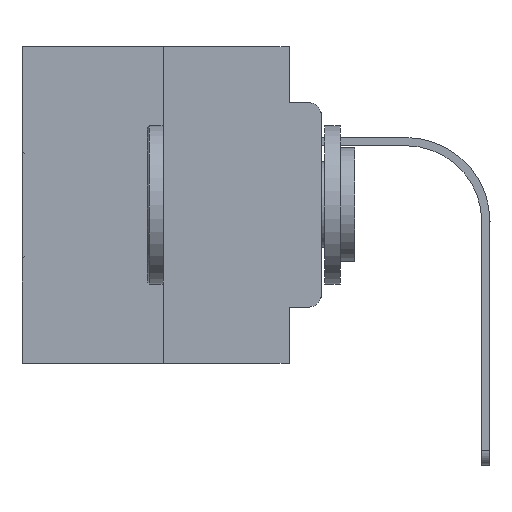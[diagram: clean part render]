
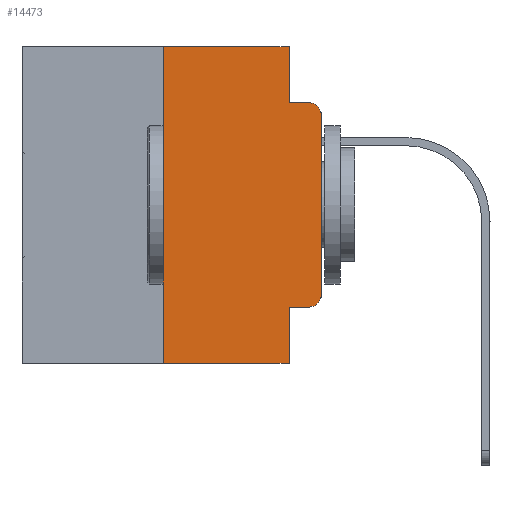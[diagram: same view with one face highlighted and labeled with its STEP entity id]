
A CAD part, left-side view. The second image highlights one B-rep face of the part: STEP entity #14473.
In plain terms, the highlighted planar face has unit normal (-1, 0, 0).
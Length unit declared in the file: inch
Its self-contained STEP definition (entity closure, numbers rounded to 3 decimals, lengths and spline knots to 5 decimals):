
#31 = LINE ( 'NONE', #22790, #29776 ) ;
#47 = DIRECTION ( 'NONE',  ( 1., 0., 0. ) ) ;
#129 = DIRECTION ( 'NONE',  ( 0., 0., -1. ) ) ;
#601 = VERTEX_POINT ( 'NONE', #12513 ) ;
#738 = EDGE_CURVE ( 'NONE', #3206, #13038, #29246, .T. ) ;
#1062 = CARTESIAN_POINT ( 'NONE',  ( 0., 0.051, -0.0885 ) ) ;
#1370 = EDGE_CURVE ( 'NONE', #15094, #2772, #2921, .T. ) ;
#2128 = DIRECTION ( 'NONE',  ( 0., 0., -1. ) ) ;
#2528 = ORIENTED_EDGE ( 'NONE', *, *, #7013, .T. ) ;
#2772 = VERTEX_POINT ( 'NONE', #24192 ) ;
#2921 = LINE ( 'NONE', #28138, #6393 ) ;
#3206 = VERTEX_POINT ( 'NONE', #1062 ) ;
#3245 = VECTOR ( 'NONE', #17964, 39.37008 ) ;
#3427 = EDGE_CURVE ( 'NONE', #601, #13038, #6564, .T. ) ;
#3844 = VERTEX_POINT ( 'NONE', #4634 ) ;
#4634 = CARTESIAN_POINT ( 'NONE',  ( 0., 0.051, 0. ) ) ;
#4667 = EDGE_CURVE ( 'NONE', #3844, #3206, #31, .T. ) ;
#4943 = CARTESIAN_POINT ( 'NONE',  ( 0., 0., 0. ) ) ;
#4988 = ORIENTED_EDGE ( 'NONE', *, *, #25561, .T. ) ;
#5453 = VECTOR ( 'NONE', #15734, 39.37008 ) ;
#5454 = DIRECTION ( 'NONE',  ( 0., -1., 0. ) ) ;
#5926 = ORIENTED_EDGE ( 'NONE', *, *, #738, .F. ) ;
#6393 = VECTOR ( 'NONE', #28742, 39.37008 ) ;
#6564 = CIRCLE ( 'NONE', #26376, 0.02 ) ;
#6757 = LINE ( 'NONE', #4943, #13887 ) ;
#6987 = CARTESIAN_POINT ( 'NONE',  ( 0., 0.473, -0.5 ) ) ;
#7013 = EDGE_CURVE ( 'NONE', #28405, #20391, #24818, .T. ) ;
#7152 = DIRECTION ( 'NONE',  ( 0., 0., -1. ) ) ;
#8138 = VECTOR ( 'NONE', #20148, 39.37008 ) ;
#8403 = DIRECTION ( 'NONE',  ( 0., 0., -1. ) ) ;
#8591 = CARTESIAN_POINT ( 'NONE',  ( 0., 0.25, 0. ) ) ;
#8865 = DIRECTION ( 'NONE',  ( 0., 0., 1. ) ) ;
#9105 = PLANE ( 'NONE',  #21714 ) ;
#11201 = ORIENTED_EDGE ( 'NONE', *, *, #22489, .F. ) ;
#11459 = CARTESIAN_POINT ( 'NONE',  ( 0., 0.02, -0.1085 ) ) ;
#11519 = CARTESIAN_POINT ( 'NONE',  ( 0., 0.473, 0. ) ) ;
#12248 = ORIENTED_EDGE ( 'NONE', *, *, #13208, .T. ) ;
#12513 = CARTESIAN_POINT ( 'NONE',  ( 0., 0., -0.1085 ) ) ;
#13038 = VERTEX_POINT ( 'NONE', #26946 ) ;
#13076 = CARTESIAN_POINT ( 'NONE',  ( 0., 0.02, -0.3915 ) ) ;
#13208 = EDGE_CURVE ( 'NONE', #26288, #2772, #29488, .T. ) ;
#13522 = ORIENTED_EDGE ( 'NONE', *, *, #4667, .F. ) ;
#13887 = VECTOR ( 'NONE', #8865, 39.37008 ) ;
#14473 = ADVANCED_FACE ( 'NONE', ( #27392 ), #9105, .F. ) ;
#15094 = VERTEX_POINT ( 'NONE', #15522 ) ;
#15522 = CARTESIAN_POINT ( 'NONE',  ( 0., 0.051, -0.4115 ) ) ;
#15734 = DIRECTION ( 'NONE',  ( 0., -1., 0. ) ) ;
#15996 = CARTESIAN_POINT ( 'NONE',  ( 0., 0.02, -0.4115 ) ) ;
#17964 = DIRECTION ( 'NONE',  ( 0., -1., 0. ) ) ;
#18404 = VERTEX_POINT ( 'NONE', #8591 ) ;
#20148 = DIRECTION ( 'NONE',  ( 0., -1., 0. ) ) ;
#20178 = ORIENTED_EDGE ( 'NONE', *, *, #29556, .F. ) ;
#20294 = CARTESIAN_POINT ( 'NONE',  ( 0., 0.25, 0. ) ) ;
#20391 = VERTEX_POINT ( 'NONE', #21653 ) ;
#20435 = CARTESIAN_POINT ( 'NONE',  ( 0., 0.051, -0.0885 ) ) ;
#20734 = CARTESIAN_POINT ( 'NONE',  ( 0., 0.25, -0.5 ) ) ;
#20778 = DIRECTION ( 'NONE',  ( -1., 0., 0. ) ) ;
#21257 = LINE ( 'NONE', #28700, #25548 ) ;
#21653 = CARTESIAN_POINT ( 'NONE',  ( 0., 0., -0.3915 ) ) ;
#21714 = AXIS2_PLACEMENT_3D ( 'NONE', #11519, #47, #7152 ) ;
#22489 = EDGE_CURVE ( 'NONE', #18404, #3844, #25084, .T. ) ;
#22731 = EDGE_LOOP ( 'NONE', ( #29813, #26535, #5926, #13522, #11201, #20178, #12248, #26313, #4988, #2528 ) ) ;
#22790 = CARTESIAN_POINT ( 'NONE',  ( 0., 0.051, 0. ) ) ;
#22854 = AXIS2_PLACEMENT_3D ( 'NONE', #13076, #26670, #8403 ) ;
#23554 = EDGE_CURVE ( 'NONE', #20391, #601, #6757, .T. ) ;
#24192 = CARTESIAN_POINT ( 'NONE',  ( 0., 0.051, -0.5 ) ) ;
#24818 = CIRCLE ( 'NONE', #22854, 0.02 ) ;
#25084 = LINE ( 'NONE', #26935, #3245 ) ;
#25548 = VECTOR ( 'NONE', #5454, 39.37008 ) ;
#25561 = EDGE_CURVE ( 'NONE', #15094, #28405, #21257, .T. ) ;
#26288 = VERTEX_POINT ( 'NONE', #20734 ) ;
#26313 = ORIENTED_EDGE ( 'NONE', *, *, #1370, .F. ) ;
#26376 = AXIS2_PLACEMENT_3D ( 'NONE', #11459, #20778, #129 ) ;
#26535 = ORIENTED_EDGE ( 'NONE', *, *, #3427, .T. ) ;
#26670 = DIRECTION ( 'NONE',  ( -1., 0., 0. ) ) ;
#26935 = CARTESIAN_POINT ( 'NONE',  ( 0., 0.473, 0. ) ) ;
#26946 = CARTESIAN_POINT ( 'NONE',  ( 0., 0.02, -0.0885 ) ) ;
#27285 = LINE ( 'NONE', #20294, #27882 ) ;
#27392 = FACE_OUTER_BOUND ( 'NONE', #22731, .T. ) ;
#27882 = VECTOR ( 'NONE', #29539, 39.37008 ) ;
#28138 = CARTESIAN_POINT ( 'NONE',  ( 0., 0.051, 0. ) ) ;
#28405 = VERTEX_POINT ( 'NONE', #15996 ) ;
#28700 = CARTESIAN_POINT ( 'NONE',  ( 0., 0.051, -0.4115 ) ) ;
#28742 = DIRECTION ( 'NONE',  ( 0., 0., -1. ) ) ;
#29246 = LINE ( 'NONE', #20435, #8138 ) ;
#29488 = LINE ( 'NONE', #6987, #5453 ) ;
#29539 = DIRECTION ( 'NONE',  ( 0., 0., 1. ) ) ;
#29556 = EDGE_CURVE ( 'NONE', #26288, #18404, #27285, .T. ) ;
#29776 = VECTOR ( 'NONE', #2128, 39.37008 ) ;
#29813 = ORIENTED_EDGE ( 'NONE', *, *, #23554, .T. ) ;
